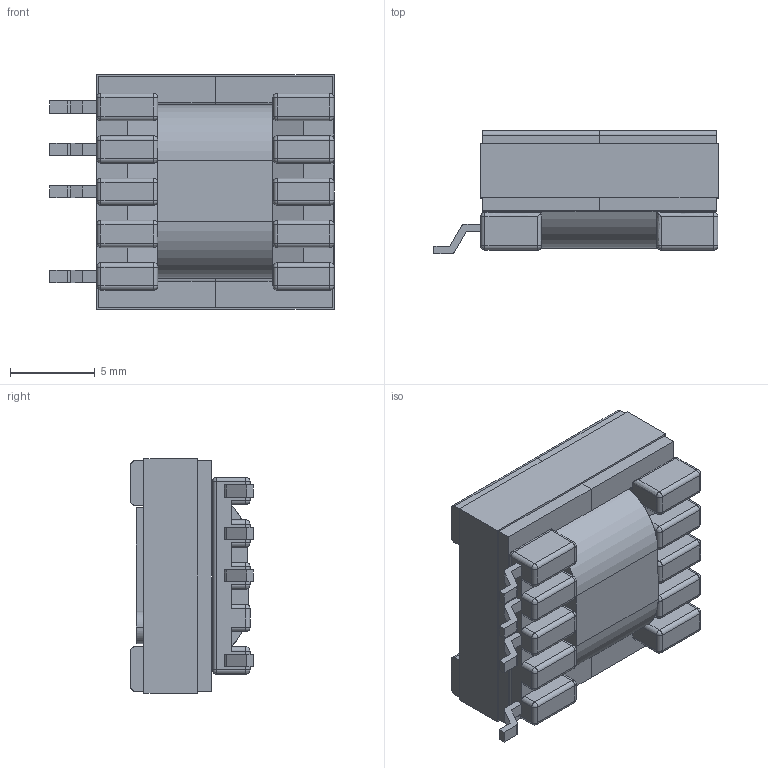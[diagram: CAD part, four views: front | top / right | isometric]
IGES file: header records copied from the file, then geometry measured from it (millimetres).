
Start section: SolidWorks IGES file using analytic representation for surfaces
Global section: file name: EPC13_4887_MP2-6-7-8-9-10.IGS; native system: SolidWorks 2017; preprocessor: SolidWorks 2017; author: e.wtnpm; date: 210629.150627; units: millimetre
Bounding box: 16.75 x 7.24 x 13.8 mm (x, y, z)
Surface area: 2263.9 mm2 (no closed solid volume)
Topology: 0 solids, 0 shells, 375 faces, 2546 edges, 2472 vertices
Faces by surface type: revolution 212, bspline 163
